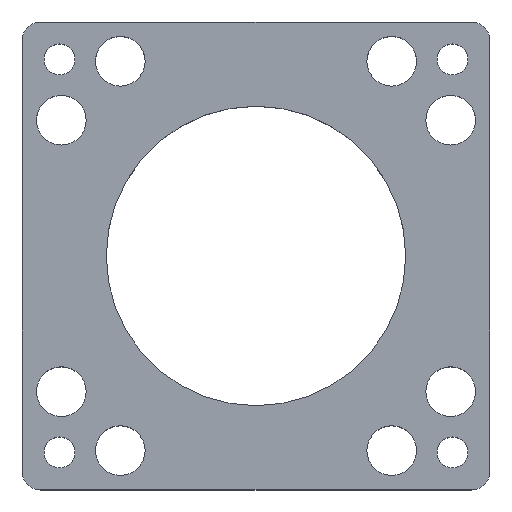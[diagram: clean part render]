
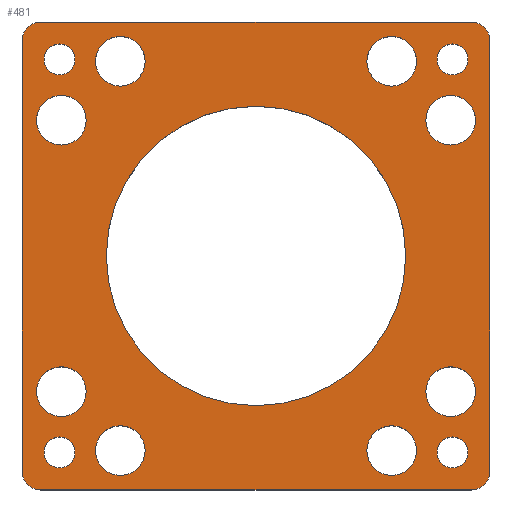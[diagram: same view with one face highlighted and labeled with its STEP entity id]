
A CAD part, top view. The second image highlights one B-rep face of the part: STEP entity #481.
In plain terms, the highlighted planar face has unit normal (0, 0, 1).
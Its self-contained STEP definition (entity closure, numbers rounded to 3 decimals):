
#28=FACE_BOUND('',#106,.T.);
#29=FACE_BOUND('',#107,.T.);
#30=FACE_BOUND('',#108,.T.);
#31=FACE_BOUND('',#109,.T.);
#32=FACE_BOUND('',#110,.T.);
#33=FACE_BOUND('',#111,.T.);
#34=FACE_BOUND('',#112,.T.);
#35=FACE_BOUND('',#113,.T.);
#36=FACE_BOUND('',#114,.T.);
#37=FACE_BOUND('',#115,.T.);
#38=FACE_BOUND('',#116,.T.);
#39=FACE_BOUND('',#117,.T.);
#40=FACE_BOUND('',#118,.T.);
#46=PLANE('',#558);
#69=FACE_OUTER_BOUND('',#105,.T.);
#105=EDGE_LOOP('',(#421,#422,#423,#424,#425,#426,#427,#428));
#106=EDGE_LOOP('',(#429));
#107=EDGE_LOOP('',(#430));
#108=EDGE_LOOP('',(#431));
#109=EDGE_LOOP('',(#432));
#110=EDGE_LOOP('',(#433));
#111=EDGE_LOOP('',(#434));
#112=EDGE_LOOP('',(#435));
#113=EDGE_LOOP('',(#436));
#114=EDGE_LOOP('',(#437));
#115=EDGE_LOOP('',(#438));
#116=EDGE_LOOP('',(#439));
#117=EDGE_LOOP('',(#440));
#118=EDGE_LOOP('',(#441));
#129=LINE('',#772,#158);
#135=LINE('',#787,#164);
#146=LINE('',#829,#175);
#147=LINE('',#831,#176);
#158=VECTOR('',#629,10.);
#164=VECTOR('',#645,10.);
#175=VECTOR('',#698,10.);
#176=VECTOR('',#701,10.);
#177=CIRCLE('',#503,1.65);
#179=CIRCLE('',#506,1.65);
#181=CIRCLE('',#509,1.65);
#183=CIRCLE('',#512,1.65);
#185=CIRCLE('',#515,2.);
#199=CIRCLE('',#532,2.);
#200=CIRCLE('',#534,2.);
#201=CIRCLE('',#537,2.);
#202=CIRCLE('',#539,16.);
#203=CIRCLE('',#541,2.65);
#204=CIRCLE('',#543,2.65);
#205=CIRCLE('',#545,2.65);
#206=CIRCLE('',#547,2.65);
#207=CIRCLE('',#549,2.65);
#208=CIRCLE('',#551,2.65);
#209=CIRCLE('',#553,2.65);
#210=CIRCLE('',#555,2.65);
#211=VERTEX_POINT('',#706);
#213=VERTEX_POINT('',#712);
#215=VERTEX_POINT('',#718);
#217=VERTEX_POINT('',#724);
#219=VERTEX_POINT('',#730);
#220=VERTEX_POINT('',#731);
#238=VERTEX_POINT('',#771);
#239=VERTEX_POINT('',#775);
#240=VERTEX_POINT('',#779);
#241=VERTEX_POINT('',#780);
#242=VERTEX_POINT('',#785);
#243=VERTEX_POINT('',#789);
#244=VERTEX_POINT('',#793);
#245=VERTEX_POINT('',#797);
#246=VERTEX_POINT('',#801);
#247=VERTEX_POINT('',#805);
#248=VERTEX_POINT('',#809);
#249=VERTEX_POINT('',#813);
#250=VERTEX_POINT('',#817);
#251=VERTEX_POINT('',#821);
#252=VERTEX_POINT('',#825);
#253=EDGE_CURVE('',#211,#211,#177,.T.);
#256=EDGE_CURVE('',#213,#213,#179,.T.);
#259=EDGE_CURVE('',#215,#215,#181,.T.);
#262=EDGE_CURVE('',#217,#217,#183,.T.);
#265=EDGE_CURVE('',#219,#220,#185,.T.);
#285=EDGE_CURVE('',#238,#220,#129,.T.);
#287=EDGE_CURVE('',#238,#239,#199,.T.);
#289=EDGE_CURVE('',#240,#241,#200,.T.);
#293=EDGE_CURVE('',#240,#242,#135,.T.);
#294=EDGE_CURVE('',#243,#242,#201,.T.);
#297=EDGE_CURVE('',#244,#244,#202,.T.);
#299=EDGE_CURVE('',#245,#245,#203,.T.);
#301=EDGE_CURVE('',#246,#246,#204,.T.);
#303=EDGE_CURVE('',#247,#247,#205,.T.);
#305=EDGE_CURVE('',#248,#248,#206,.T.);
#307=EDGE_CURVE('',#249,#249,#207,.T.);
#309=EDGE_CURVE('',#250,#250,#208,.T.);
#311=EDGE_CURVE('',#251,#251,#209,.T.);
#313=EDGE_CURVE('',#252,#252,#210,.T.);
#314=EDGE_CURVE('',#219,#241,#146,.T.);
#315=EDGE_CURVE('',#243,#239,#147,.T.);
#421=ORIENTED_EDGE('',*,*,#265,.F.);
#422=ORIENTED_EDGE('',*,*,#314,.T.);
#423=ORIENTED_EDGE('',*,*,#289,.F.);
#424=ORIENTED_EDGE('',*,*,#293,.T.);
#425=ORIENTED_EDGE('',*,*,#294,.F.);
#426=ORIENTED_EDGE('',*,*,#315,.T.);
#427=ORIENTED_EDGE('',*,*,#287,.F.);
#428=ORIENTED_EDGE('',*,*,#285,.T.);
#429=ORIENTED_EDGE('',*,*,#253,.T.);
#430=ORIENTED_EDGE('',*,*,#256,.T.);
#431=ORIENTED_EDGE('',*,*,#259,.T.);
#432=ORIENTED_EDGE('',*,*,#262,.T.);
#433=ORIENTED_EDGE('',*,*,#297,.T.);
#434=ORIENTED_EDGE('',*,*,#299,.T.);
#435=ORIENTED_EDGE('',*,*,#301,.T.);
#436=ORIENTED_EDGE('',*,*,#303,.T.);
#437=ORIENTED_EDGE('',*,*,#305,.T.);
#438=ORIENTED_EDGE('',*,*,#307,.T.);
#439=ORIENTED_EDGE('',*,*,#309,.T.);
#440=ORIENTED_EDGE('',*,*,#311,.T.);
#441=ORIENTED_EDGE('',*,*,#313,.T.);
#481=ADVANCED_FACE('',(#69,#28,#29,#30,#31,#32,#33,#34,#35,#36,#37,#38,
#39,#40),#46,.T.);
#503=AXIS2_PLACEMENT_3D('',#707,#563,#564);
#506=AXIS2_PLACEMENT_3D('',#713,#570,#571);
#509=AXIS2_PLACEMENT_3D('',#719,#577,#578);
#512=AXIS2_PLACEMENT_3D('',#725,#584,#585);
#515=AXIS2_PLACEMENT_3D('',#732,#591,#592);
#532=AXIS2_PLACEMENT_3D('',#776,#633,#634);
#534=AXIS2_PLACEMENT_3D('',#781,#638,#639);
#537=AXIS2_PLACEMENT_3D('',#790,#648,#649);
#539=AXIS2_PLACEMENT_3D('',#795,#654,#655);
#541=AXIS2_PLACEMENT_3D('',#799,#659,#660);
#543=AXIS2_PLACEMENT_3D('',#803,#664,#665);
#545=AXIS2_PLACEMENT_3D('',#807,#669,#670);
#547=AXIS2_PLACEMENT_3D('',#811,#674,#675);
#549=AXIS2_PLACEMENT_3D('',#815,#679,#680);
#551=AXIS2_PLACEMENT_3D('',#819,#684,#685);
#553=AXIS2_PLACEMENT_3D('',#823,#689,#690);
#555=AXIS2_PLACEMENT_3D('',#827,#694,#695);
#558=AXIS2_PLACEMENT_3D('',#832,#702,#703);
#563=DIRECTION('center_axis',(0.,0.,-1.));
#564=DIRECTION('ref_axis',(1.,0.,0.));
#570=DIRECTION('center_axis',(0.,0.,-1.));
#571=DIRECTION('ref_axis',(1.,0.,0.));
#577=DIRECTION('center_axis',(0.,0.,-1.));
#578=DIRECTION('ref_axis',(1.,0.,0.));
#584=DIRECTION('center_axis',(0.,0.,-1.));
#585=DIRECTION('ref_axis',(1.,0.,0.));
#591=DIRECTION('center_axis',(0.,0.,-1.));
#592=DIRECTION('ref_axis',(0.707,-0.707,0.));
#629=DIRECTION('',(1.,0.,0.));
#633=DIRECTION('center_axis',(0.,0.,-1.));
#634=DIRECTION('ref_axis',(-0.707,-0.707,0.));
#638=DIRECTION('center_axis',(0.,0.,-1.));
#639=DIRECTION('ref_axis',(0.707,0.707,0.));
#645=DIRECTION('',(-1.,0.,0.));
#648=DIRECTION('center_axis',(0.,0.,-1.));
#649=DIRECTION('ref_axis',(-0.707,0.707,0.));
#654=DIRECTION('center_axis',(0.,0.,-1.));
#655=DIRECTION('ref_axis',(-1.,0.,0.));
#659=DIRECTION('center_axis',(0.,0.,-1.));
#660=DIRECTION('ref_axis',(-1.,0.,0.));
#664=DIRECTION('center_axis',(0.,0.,-1.));
#665=DIRECTION('ref_axis',(-1.,0.,0.));
#669=DIRECTION('center_axis',(0.,0.,-1.));
#670=DIRECTION('ref_axis',(-1.,0.,0.));
#674=DIRECTION('center_axis',(0.,0.,-1.));
#675=DIRECTION('ref_axis',(-1.,0.,0.));
#679=DIRECTION('center_axis',(0.,0.,-1.));
#680=DIRECTION('ref_axis',(-1.,0.,0.));
#684=DIRECTION('center_axis',(0.,0.,-1.));
#685=DIRECTION('ref_axis',(-1.,0.,0.));
#689=DIRECTION('center_axis',(0.,0.,-1.));
#690=DIRECTION('ref_axis',(-1.,0.,0.));
#694=DIRECTION('center_axis',(0.,0.,-1.));
#695=DIRECTION('ref_axis',(-1.,0.,0.));
#698=DIRECTION('',(0.,1.,0.));
#701=DIRECTION('',(0.,-1.,0.));
#702=DIRECTION('center_axis',(0.,0.,1.));
#703=DIRECTION('ref_axis',(1.,0.,0.));
#706=CARTESIAN_POINT('',(19.35,-21.,9.));
#707=CARTESIAN_POINT('Origin',(21.,-21.,9.));
#712=CARTESIAN_POINT('',(-22.65,21.,9.));
#713=CARTESIAN_POINT('Origin',(-21.,21.,9.));
#718=CARTESIAN_POINT('',(19.35,21.,9.));
#719=CARTESIAN_POINT('Origin',(21.,21.,9.));
#724=CARTESIAN_POINT('',(-22.65,-21.,9.));
#725=CARTESIAN_POINT('Origin',(-21.,-21.,9.));
#730=CARTESIAN_POINT('',(25.,-23.,9.));
#731=CARTESIAN_POINT('',(23.,-25.,9.));
#732=CARTESIAN_POINT('Origin',(23.,-23.,9.));
#771=CARTESIAN_POINT('',(-23.,-25.,9.));
#772=CARTESIAN_POINT('',(25.,-25.,9.));
#775=CARTESIAN_POINT('',(-25.,-23.,9.));
#776=CARTESIAN_POINT('Origin',(-23.,-23.,9.));
#779=CARTESIAN_POINT('',(23.,25.,9.));
#780=CARTESIAN_POINT('',(25.,23.,9.));
#781=CARTESIAN_POINT('Origin',(23.,23.,9.));
#785=CARTESIAN_POINT('',(-23.,25.,9.));
#787=CARTESIAN_POINT('',(-25.,25.,9.));
#789=CARTESIAN_POINT('',(-25.,23.,9.));
#790=CARTESIAN_POINT('Origin',(-23.,23.,9.));
#793=CARTESIAN_POINT('',(16.,0.,9.));
#795=CARTESIAN_POINT('Origin',(0.,0.,9.));
#797=CARTESIAN_POINT('',(17.15,20.8,9.));
#799=CARTESIAN_POINT('Origin',(14.5,20.8,9.));
#801=CARTESIAN_POINT('',(-11.85,20.8,9.));
#803=CARTESIAN_POINT('Origin',(-14.5,20.8,9.));
#805=CARTESIAN_POINT('',(17.15,-20.8,9.));
#807=CARTESIAN_POINT('Origin',(14.5,-20.8,9.));
#809=CARTESIAN_POINT('',(23.45,14.5,9.));
#811=CARTESIAN_POINT('Origin',(20.8,14.5,9.));
#813=CARTESIAN_POINT('',(23.45,-14.5,9.));
#815=CARTESIAN_POINT('Origin',(20.8,-14.5,9.));
#817=CARTESIAN_POINT('',(-18.15,14.5,9.));
#819=CARTESIAN_POINT('Origin',(-20.8,14.5,9.));
#821=CARTESIAN_POINT('',(-11.85,-20.8,9.));
#823=CARTESIAN_POINT('Origin',(-14.5,-20.8,9.));
#825=CARTESIAN_POINT('',(-18.15,-14.5,9.));
#827=CARTESIAN_POINT('Origin',(-20.8,-14.5,9.));
#829=CARTESIAN_POINT('',(25.,25.,9.));
#831=CARTESIAN_POINT('',(-25.,-25.,9.));
#832=CARTESIAN_POINT('Origin',(0.,0.,
9.));
